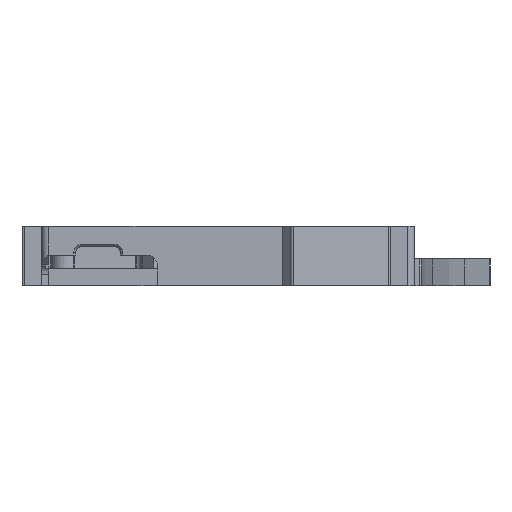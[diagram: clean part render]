
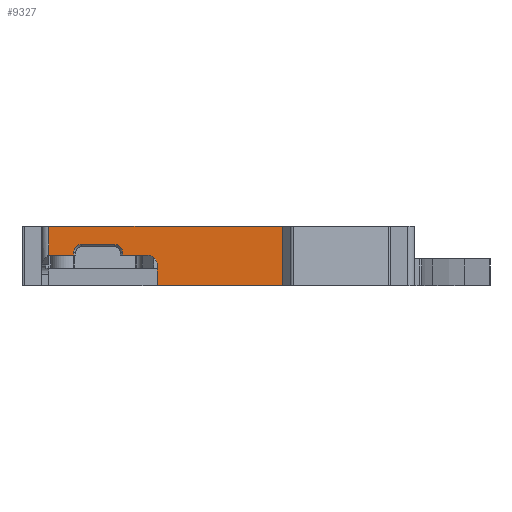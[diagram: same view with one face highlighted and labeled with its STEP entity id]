
A CAD part, left-side view. The second image highlights one B-rep face of the part: STEP entity #9327.
In plain terms, the highlighted planar face has unit normal (-1, 0, 0).
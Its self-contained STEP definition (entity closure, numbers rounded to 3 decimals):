
#434=CIRCLE('',#9793,1.7);
#435=CIRCLE('',#9794,1.7);
#436=CIRCLE('',#9795,2.);
#722=FACE_OUTER_BOUND('',#1264,.T.);
#1264=EDGE_LOOP('',(#7339,#7340,#7341,#7342,#7343,#7344,#7345,#7346,#7347,
#7348,#7349,#7350,#7351));
#2045=LINE('',#14556,#3146);
#2110=LINE('',#14730,#3211);
#2140=LINE('',#14805,#3241);
#2141=LINE('',#14808,#3242);
#2142=LINE('',#14810,#3243);
#2143=LINE('',#14814,#3244);
#2144=LINE('',#14818,#3245);
#2145=LINE('',#14820,#3246);
#2146=LINE('',#14823,#3247);
#2147=LINE('',#14824,#3248);
#3146=VECTOR('',#10902,10.);
#3211=VECTOR('',#11023,10.);
#3241=VECTOR('',#11075,10.);
#3242=VECTOR('',#11078,10.);
#3243=VECTOR('',#11079,10.);
#3244=VECTOR('',#11082,10.);
#3245=VECTOR('',#11085,10.);
#3246=VECTOR('',#11086,10.);
#3247=VECTOR('',#11089,10.);
#3248=VECTOR('',#11090,10.);
#3791=VERTEX_POINT('',#12253);
#4228=VERTEX_POINT('',#14553);
#4229=VERTEX_POINT('',#14555);
#4295=VERTEX_POINT('',#14727);
#4296=VERTEX_POINT('',#14729);
#4317=VERTEX_POINT('',#14807);
#4318=VERTEX_POINT('',#14809);
#4319=VERTEX_POINT('',#14811);
#4320=VERTEX_POINT('',#14813);
#4321=VERTEX_POINT('',#14815);
#4322=VERTEX_POINT('',#14817);
#4323=VERTEX_POINT('',#14819);
#4324=VERTEX_POINT('',#14821);
#5322=EDGE_CURVE('',#4228,#4229,#2045,.T.);
#5402=EDGE_CURVE('',#4295,#4296,#2110,.T.);
#5436=EDGE_CURVE('',#3791,#4228,#2140,.T.);
#5437=EDGE_CURVE('',#3791,#4317,#2141,.T.);
#5438=EDGE_CURVE('',#4318,#4317,#2142,.T.);
#5439=EDGE_CURVE('',#4319,#4318,#434,.T.);
#5440=EDGE_CURVE('',#4320,#4319,#2143,.T.);
#5441=EDGE_CURVE('',#4321,#4320,#435,.T.);
#5442=EDGE_CURVE('',#4322,#4321,#2144,.T.);
#5443=EDGE_CURVE('',#4322,#4323,#2145,.T.);
#5444=EDGE_CURVE('',#4323,#4324,#436,.T.);
#5445=EDGE_CURVE('',#4324,#4296,#2146,.T.);
#5446=EDGE_CURVE('',#4295,#4229,#2147,.T.);
#7339=ORIENTED_EDGE('',*,*,#5436,.F.);
#7340=ORIENTED_EDGE('',*,*,#5437,.T.);
#7341=ORIENTED_EDGE('',*,*,#5438,.F.);
#7342=ORIENTED_EDGE('',*,*,#5439,.F.);
#7343=ORIENTED_EDGE('',*,*,#5440,.F.);
#7344=ORIENTED_EDGE('',*,*,#5441,.F.);
#7345=ORIENTED_EDGE('',*,*,#5442,.F.);
#7346=ORIENTED_EDGE('',*,*,#5443,.T.);
#7347=ORIENTED_EDGE('',*,*,#5444,.T.);
#7348=ORIENTED_EDGE('',*,*,#5445,.T.);
#7349=ORIENTED_EDGE('',*,*,#5402,.F.);
#7350=ORIENTED_EDGE('',*,*,#5446,.T.);
#7351=ORIENTED_EDGE('',*,*,#5322,.F.);
#8858=PLANE('',#9792);
#9327=ADVANCED_FACE('',(#722),#8858,.T.);
#9792=AXIS2_PLACEMENT_3D('',#14806,#11076,#11077);
#9793=AXIS2_PLACEMENT_3D('',#14812,#11080,#11081);
#9794=AXIS2_PLACEMENT_3D('',#14816,#11083,#11084);
#9795=AXIS2_PLACEMENT_3D('',#14822,#11087,#11088);
#10902=DIRECTION('',(0.,-1.,0.));
#11023=DIRECTION('',(0.,1.,0.));
#11075=DIRECTION('',(0.,0.,1.));
#11076=DIRECTION('center_axis',(-1.,0.,0.));
#11077=DIRECTION('ref_axis',(0.,-1.,0.));
#11078=DIRECTION('',(0.,-1.,0.));
#11079=DIRECTION('',(0.,0.,-1.));
#11080=DIRECTION('center_axis',(-1.,0.,0.));
#11081=DIRECTION('ref_axis',(0.,0.,
1.));
#11082=DIRECTION('',(0.,1.,0.));
#11083=DIRECTION('center_axis',(-1.,0.,0.));
#11084=DIRECTION('ref_axis',(0.,-1.,0.));
#11085=DIRECTION('',(0.,0.,1.));
#11086=DIRECTION('',(0.,-1.,0.));
#11087=DIRECTION('center_axis',(1.,0.,0.));
#11088=DIRECTION('ref_axis',(0.,-1.,0.));
#11089=DIRECTION('',(0.,0.,-1.));
#11090=DIRECTION('',(0.,0.,1.));
#12253=CARTESIAN_POINT('',(28.638,-49.155,4.395));
#14553=CARTESIAN_POINT('',(28.638,-49.155,10.5));
#14555=CARTESIAN_POINT('',(28.638,-98.604,10.5));
#14556=CARTESIAN_POINT('',(28.638,-98.604,10.5));
#14727=CARTESIAN_POINT('',(28.638,-98.604,-2.));
#14729=CARTESIAN_POINT('',(28.638,-72.1,-2.));
#14730=CARTESIAN_POINT('',(28.638,-98.604,-2.));
#14805=CARTESIAN_POINT('',(28.638,-49.155,0.));
#14806=CARTESIAN_POINT('Origin',(28.638,-47.655,0.));
#14807=CARTESIAN_POINT('',(28.638,-54.4,4.395));
#14808=CARTESIAN_POINT('',(28.638,-48.405,4.395));
#14809=CARTESIAN_POINT('',(28.638,-54.4,4.98));
#14810=CARTESIAN_POINT('',(28.638,-54.4,1.905));
#14811=CARTESIAN_POINT('',(28.638,-56.1,6.68));
#14812=CARTESIAN_POINT('Origin',(28.638,-56.1,4.98));
#14813=CARTESIAN_POINT('',(28.638,-63.1,6.68));
#14814=CARTESIAN_POINT('',(28.638,-51.878,6.68));
#14815=CARTESIAN_POINT('',(28.638,-64.8,4.98));
#14816=CARTESIAN_POINT('Origin',(28.638,-63.1,4.98));
#14817=CARTESIAN_POINT('',(28.638,-64.8,4.395));
#14818=CARTESIAN_POINT('',(28.638,-64.8,2.49));
#14819=CARTESIAN_POINT('',(28.638,-70.1,4.395));
#14820=CARTESIAN_POINT('',(28.638,-48.405,4.395));
#14821=CARTESIAN_POINT('',(28.638,-72.1,2.395));
#14822=CARTESIAN_POINT('Origin',(28.638,-70.1,2.395));
#14823=CARTESIAN_POINT('',(28.638,-72.1,1.198));
#14824=CARTESIAN_POINT('',(28.638,-98.604,0.));
